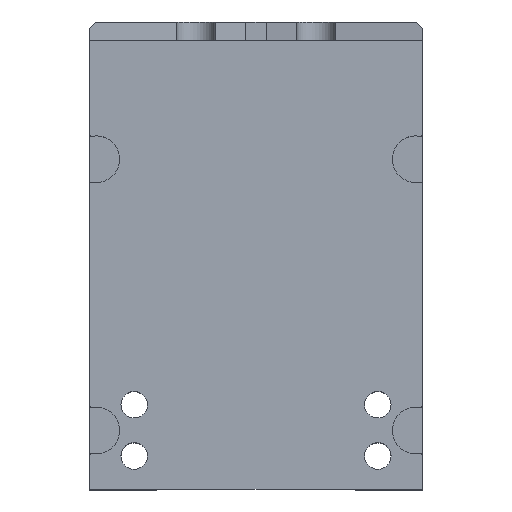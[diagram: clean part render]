
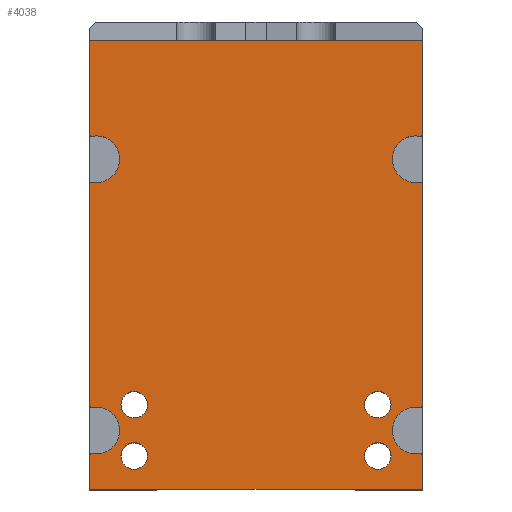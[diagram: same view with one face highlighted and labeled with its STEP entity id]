
A CAD part, top view. The second image highlights one B-rep face of the part: STEP entity #4038.
In plain terms, the highlighted planar face has unit normal (0, 0, 1).
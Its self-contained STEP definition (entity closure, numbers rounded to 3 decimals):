
#37=FACE_BOUND('',#526,.T.);
#38=FACE_BOUND('',#527,.T.);
#39=FACE_BOUND('',#528,.T.);
#40=FACE_BOUND('',#529,.T.);
#116=PLANE('',#4297);
#288=FACE_OUTER_BOUND('',#525,.T.);
#525=EDGE_LOOP('',(#3308,#3309,#3310,#3311,#3312,#3313,#3314,#3315,#3316,
#3317,#3318,#3319,#3320,#3321,#3322,#3323,#3324,#3325,#3326,#3327,#3328,
#3329,#3330,#3331));
#526=EDGE_LOOP('',(#3332));
#527=EDGE_LOOP('',(#3333));
#528=EDGE_LOOP('',(#3334));
#529=EDGE_LOOP('',(#3335));
#679=CIRCLE('',#4295,0.5);
#681=CIRCLE('',#4298,0.5);
#682=CIRCLE('',#4299,3.875);
#683=CIRCLE('',#4300,0.5);
#684=CIRCLE('',#4301,0.5);
#685=CIRCLE('',#4302,3.875);
#686=CIRCLE('',#4303,0.5);
#687=CIRCLE('',#4304,0.5);
#688=CIRCLE('',#4305,3.875);
#689=CIRCLE('',#4306,0.5);
#690=CIRCLE('',#4307,0.5);
#691=CIRCLE('',#4308,3.875);
#692=CIRCLE('',#4309,2.2);
#693=CIRCLE('',#4310,2.2);
#694=CIRCLE('',#4311,2.2);
#695=CIRCLE('',#4312,2.2);
#936=LINE('',#8353,#1303);
#940=LINE('',#8361,#1307);
#944=LINE('',#8369,#1311);
#965=LINE('',#9471,#1332);
#969=LINE('',#9479,#1336);
#973=LINE('',#9486,#1340);
#1126=LINE('',#9838,#1493);
#1127=LINE('',#9840,#1494);
#1128=LINE('',#9842,#1495);
#1129=LINE('',#9844,#1496);
#1130=LINE('',#9845,#1497);
#1131=LINE('',#9856,#1498);
#1303=VECTOR('',#4660,10.);
#1307=VECTOR('',#4664,10.);
#1311=VECTOR('',#4668,10.);
#1332=VECTOR('',#4699,10.);
#1336=VECTOR('',#4703,10.);
#1340=VECTOR('',#4707,10.);
#1493=VECTOR('',#5018,10.);
#1494=VECTOR('',#5019,10.);
#1495=VECTOR('',#5020,10.);
#1496=VECTOR('',#5021,10.);
#1497=VECTOR('',#5022,10.);
#1498=VECTOR('',#5035,10.);
#1735=VERTEX_POINT('',#8349);
#1737=VERTEX_POINT('',#8352);
#1740=VERTEX_POINT('',#8358);
#1741=VERTEX_POINT('',#8360);
#1744=VERTEX_POINT('',#8366);
#1745=VERTEX_POINT('',#8368);
#1755=VERTEX_POINT('',#9450);
#1764=VERTEX_POINT('',#9468);
#1765=VERTEX_POINT('',#9470);
#1768=VERTEX_POINT('',#9476);
#1769=VERTEX_POINT('',#9478);
#1772=VERTEX_POINT('',#9484);
#1890=VERTEX_POINT('',#9831);
#1892=VERTEX_POINT('',#9837);
#1893=VERTEX_POINT('',#9839);
#1894=VERTEX_POINT('',#9841);
#1895=VERTEX_POINT('',#9843);
#1896=VERTEX_POINT('',#9846);
#1897=VERTEX_POINT('',#9848);
#1898=VERTEX_POINT('',#9851);
#1899=VERTEX_POINT('',#9853);
#1900=VERTEX_POINT('',#9857);
#1901=VERTEX_POINT('',#9859);
#1902=VERTEX_POINT('',#9862);
#1903=VERTEX_POINT('',#9865);
#1904=VERTEX_POINT('',#9867);
#1905=VERTEX_POINT('',#9869);
#1906=VERTEX_POINT('',#9871);
#2180=EDGE_CURVE('',#1735,#1737,#936,.T.);
#2184=EDGE_CURVE('',#1740,#1741,#940,.T.);
#2188=EDGE_CURVE('',#1744,#1745,#944,.T.);
#2217=EDGE_CURVE('',#1765,#1764,#965,.T.);
#2221=EDGE_CURVE('',#1769,#1768,#969,.T.);
#2225=EDGE_CURVE('',#1755,#1772,#973,.T.);
#2397=EDGE_CURVE('',#1737,#1890,#679,.T.);
#2400=EDGE_CURVE('',#1735,#1892,#1126,.T.);
#2401=EDGE_CURVE('',#1893,#1892,#1127,.T.);
#2402=EDGE_CURVE('',#1893,#1894,#1128,.T.);
#2403=EDGE_CURVE('',#1894,#1895,#1129,.T.);
#2404=EDGE_CURVE('',#1895,#1755,#1130,.T.);
#2405=EDGE_CURVE('',#1896,#1772,#681,.T.);
#2406=EDGE_CURVE('',#1896,#1897,#682,.T.);
#2407=EDGE_CURVE('',#1769,#1897,#683,.T.);
#2408=EDGE_CURVE('',#1898,#1768,#684,.T.);
#2409=EDGE_CURVE('',#1898,#1899,#685,.T.);
#2410=EDGE_CURVE('',#1765,#1899,#686,.T.);
#2411=EDGE_CURVE('',#1764,#1745,#1131,.T.);
#2412=EDGE_CURVE('',#1900,#1744,#687,.T.);
#2413=EDGE_CURVE('',#1900,#1901,#688,.T.);
#2414=EDGE_CURVE('',#1741,#1901,#689,.T.);
#2415=EDGE_CURVE('',#1902,#1740,#690,.T.);
#2416=EDGE_CURVE('',#1902,#1890,#691,.T.);
#2417=EDGE_CURVE('',#1903,#1903,#692,.T.);
#2418=EDGE_CURVE('',#1904,#1904,#693,.T.);
#2419=EDGE_CURVE('',#1905,#1905,#694,.T.);
#2420=EDGE_CURVE('',#1906,#1906,#695,.T.);
#3308=ORIENTED_EDGE('',*,*,#2397,.F.);
#3309=ORIENTED_EDGE('',*,*,#2180,.F.);
#3310=ORIENTED_EDGE('',*,*,#2400,.T.);
#3311=ORIENTED_EDGE('',*,*,#2401,.F.);
#3312=ORIENTED_EDGE('',*,*,#2402,.T.);
#3313=ORIENTED_EDGE('',*,*,#2403,.T.);
#3314=ORIENTED_EDGE('',*,*,#2404,.T.);
#3315=ORIENTED_EDGE('',*,*,#2225,.T.);
#3316=ORIENTED_EDGE('',*,*,#2405,.F.);
#3317=ORIENTED_EDGE('',*,*,#2406,.T.);
#3318=ORIENTED_EDGE('',*,*,#2407,.F.);
#3319=ORIENTED_EDGE('',*,*,#2221,.T.);
#3320=ORIENTED_EDGE('',*,*,#2408,.F.);
#3321=ORIENTED_EDGE('',*,*,#2409,.T.);
#3322=ORIENTED_EDGE('',*,*,#2410,.F.);
#3323=ORIENTED_EDGE('',*,*,#2217,.T.);
#3324=ORIENTED_EDGE('',*,*,#2411,.T.);
#3325=ORIENTED_EDGE('',*,*,#2188,.F.);
#3326=ORIENTED_EDGE('',*,*,#2412,.F.);
#3327=ORIENTED_EDGE('',*,*,#2413,.T.);
#3328=ORIENTED_EDGE('',*,*,#2414,.F.);
#3329=ORIENTED_EDGE('',*,*,#2184,.F.);
#3330=ORIENTED_EDGE('',*,*,#2415,.F.);
#3331=ORIENTED_EDGE('',*,*,#2416,.T.);
#3332=ORIENTED_EDGE('',*,*,#2417,.T.);
#3333=ORIENTED_EDGE('',*,*,#2418,.T.);
#3334=ORIENTED_EDGE('',*,*,#2419,.T.);
#3335=ORIENTED_EDGE('',*,*,#2420,.T.);
#4038=ADVANCED_FACE('',(#288,#37,#38,#39,#40),#116,.T.);
#4295=AXIS2_PLACEMENT_3D('',#9832,#5011,#5012);
#4297=AXIS2_PLACEMENT_3D('',#9836,#5016,#5017);
#4298=AXIS2_PLACEMENT_3D('',#9847,#5023,#5024);
#4299=AXIS2_PLACEMENT_3D('',#9849,#5025,#5026);
#4300=AXIS2_PLACEMENT_3D('',#9850,#5027,#5028);
#4301=AXIS2_PLACEMENT_3D('',#9852,#5029,#5030);
#4302=AXIS2_PLACEMENT_3D('',#9854,#5031,#5032);
#4303=AXIS2_PLACEMENT_3D('',#9855,#5033,#5034);
#4304=AXIS2_PLACEMENT_3D('',#9858,#5036,#5037);
#4305=AXIS2_PLACEMENT_3D('',#9860,#5038,#5039);
#4306=AXIS2_PLACEMENT_3D('',#9861,#5040,#5041);
#4307=AXIS2_PLACEMENT_3D('',#9863,#5042,#5043);
#4308=AXIS2_PLACEMENT_3D('',#9864,#5044,#5045);
#4309=AXIS2_PLACEMENT_3D('',#9866,#5046,#5047);
#4310=AXIS2_PLACEMENT_3D('',#9868,#5048,#5049);
#4311=AXIS2_PLACEMENT_3D('',#9870,#5050,#5051);
#4312=AXIS2_PLACEMENT_3D('',#9872,#5052,#5053);
#4660=DIRECTION('',(0.,1.,0.));
#4664=DIRECTION('',(0.,1.,0.));
#4668=DIRECTION('',(0.,1.,0.));
#4699=DIRECTION('',(0.,1.,0.));
#4703=DIRECTION('',(0.,1.,0.));
#4707=DIRECTION('',(0.,1.,0.));
#5011=DIRECTION('center_axis',(0.,0.,-1.));
#5012=DIRECTION('ref_axis',(-0.648,0.762,0.));
#5016=DIRECTION('center_axis',(0.,0.,1.));
#5017=DIRECTION('ref_axis',(1.,0.,0.));
#5018=DIRECTION('',(1.,0.,0.));
#5019=DIRECTION('',(0.,-1.,0.));
#5020=DIRECTION('',(1.,0.,0.));
#5021=DIRECTION('',(0.,-1.,0.));
#5022=DIRECTION('',(1.,0.,0.));
#5023=DIRECTION('center_axis',(0.,0.,-1.));
#5024=DIRECTION('ref_axis',(0.648,0.762,0.));
#5025=DIRECTION('center_axis',(0.,0.,-1.));
#5026=DIRECTION('ref_axis',(-1.,0.,0.));
#5027=DIRECTION('center_axis',(0.,0.,-1.));
#5028=DIRECTION('ref_axis',(0.648,-0.762,0.));
#5029=DIRECTION('center_axis',(0.,0.,-1.));
#5030=DIRECTION('ref_axis',(0.648,0.762,0.));
#5031=DIRECTION('center_axis',(0.,0.,-1.));
#5032=DIRECTION('ref_axis',(-1.,0.,0.));
#5033=DIRECTION('center_axis',(0.,0.,-1.));
#5034=DIRECTION('ref_axis',(0.648,-0.762,0.));
#5035=DIRECTION('',(-1.,0.,0.));
#5036=DIRECTION('center_axis',(0.,0.,-1.));
#5037=DIRECTION('ref_axis',(-0.648,-0.762,0.));
#5038=DIRECTION('center_axis',(0.,0.,-1.));
#5039=DIRECTION('ref_axis',(-1.,0.,0.));
#5040=DIRECTION('center_axis',(0.,0.,-1.));
#5041=DIRECTION('ref_axis',(-0.648,0.762,0.));
#5042=DIRECTION('center_axis',(0.,0.,-1.));
#5043=DIRECTION('ref_axis',(-0.648,-0.762,0.));
#5044=DIRECTION('center_axis',(0.,0.,-1.));
#5045=DIRECTION('ref_axis',(-1.,0.,0.));
#5046=DIRECTION('center_axis',(0.,0.,-1.));
#5047=DIRECTION('ref_axis',(-1.,0.,0.));
#5048=DIRECTION('center_axis',(0.,0.,-1.));
#5049=DIRECTION('ref_axis',(-1.,0.,0.));
#5050=DIRECTION('center_axis',(0.,0.,-1.));
#5051=DIRECTION('ref_axis',(-1.,0.,0.));
#5052=DIRECTION('center_axis',(0.,0.,-1.));
#5053=DIRECTION('ref_axis',(-1.,0.,0.));
#8349=CARTESIAN_POINT('',(102.,194.914,543.72));
#8352=CARTESIAN_POINT('',(102.,200.429,543.72));
#8353=CARTESIAN_POINT('',(102.,218.014,543.72));
#8358=CARTESIAN_POINT('',(102.,209.067,543.72));
#8360=CARTESIAN_POINT('',(102.,245.429,543.72));
#8361=CARTESIAN_POINT('',(102.,218.014,543.72));
#8366=CARTESIAN_POINT('',(102.,254.067,543.72));
#8368=CARTESIAN_POINT('',(102.,269.514,543.72));
#8369=CARTESIAN_POINT('',(102.,218.014,543.72));
#9450=CARTESIAN_POINT('',(157.4,194.914,543.72));
#9468=CARTESIAN_POINT('',(157.4,269.514,543.72));
#9470=CARTESIAN_POINT('',(157.4,254.067,543.72));
#9471=CARTESIAN_POINT('',(157.4,195.014,543.72));
#9476=CARTESIAN_POINT('',(157.4,245.429,543.72));
#9478=CARTESIAN_POINT('',(157.4,209.067,543.72));
#9479=CARTESIAN_POINT('',(157.4,195.014,543.72));
#9484=CARTESIAN_POINT('',(157.4,200.429,543.72));
#9486=CARTESIAN_POINT('',(157.4,195.014,543.72));
#9831=CARTESIAN_POINT('',(102.58,200.923,543.72));
#9832=CARTESIAN_POINT('Origin',(102.5,200.429,543.72));
#9836=CARTESIAN_POINT('Origin',(102.,195.014,543.72));
#9837=CARTESIAN_POINT('',(113.25,194.914,543.72));
#9838=CARTESIAN_POINT('',(138.848,194.914,543.72));
#9839=CARTESIAN_POINT('',(113.25,195.014,543.72));
#9840=CARTESIAN_POINT('',(113.25,195.014,543.72));
#9841=CARTESIAN_POINT('',(146.15,195.014,543.72));
#9842=CARTESIAN_POINT('',(145.9,195.014,543.72));
#9843=CARTESIAN_POINT('',(146.15,194.914,543.72));
#9844=CARTESIAN_POINT('',(146.15,195.014,543.72));
#9845=CARTESIAN_POINT('',(138.848,194.914,543.72));
#9846=CARTESIAN_POINT('',(156.82,200.923,543.72));
#9847=CARTESIAN_POINT('Origin',(156.9,200.429,543.72));
#9848=CARTESIAN_POINT('',(156.82,208.573,543.72));
#9849=CARTESIAN_POINT('Origin',(156.2,204.748,543.72));
#9850=CARTESIAN_POINT('Origin',(156.9,209.067,543.72));
#9851=CARTESIAN_POINT('',(156.82,245.923,543.72));
#9852=CARTESIAN_POINT('Origin',(156.9,245.429,543.72));
#9853=CARTESIAN_POINT('',(156.82,253.573,543.72));
#9854=CARTESIAN_POINT('Origin',(156.2,249.748,543.72));
#9855=CARTESIAN_POINT('Origin',(156.9,254.067,543.72));
#9856=CARTESIAN_POINT('',(115.85,269.514,543.72));
#9857=CARTESIAN_POINT('',(102.58,253.573,543.72));
#9858=CARTESIAN_POINT('Origin',(102.5,254.067,543.72));
#9859=CARTESIAN_POINT('',(102.58,245.923,543.72));
#9860=CARTESIAN_POINT('Origin',(103.2,249.748,543.72));
#9861=CARTESIAN_POINT('Origin',(102.5,245.429,543.72));
#9862=CARTESIAN_POINT('',(102.58,208.573,543.72));
#9863=CARTESIAN_POINT('Origin',(102.5,209.067,543.72));
#9864=CARTESIAN_POINT('Origin',(103.2,204.748,543.72));
#9865=CARTESIAN_POINT('',(111.7,200.514,543.72));
#9866=CARTESIAN_POINT('Origin',(109.5,200.514,543.72));
#9867=CARTESIAN_POINT('',(152.1,209.014,543.72));
#9868=CARTESIAN_POINT('Origin',(149.9,209.014,543.72));
#9869=CARTESIAN_POINT('',(111.7,209.014,543.72));
#9870=CARTESIAN_POINT('Origin',(109.5,209.014,543.72));
#9871=CARTESIAN_POINT('',(152.1,200.514,543.72));
#9872=CARTESIAN_POINT('Origin',(149.9,200.514,543.72));
